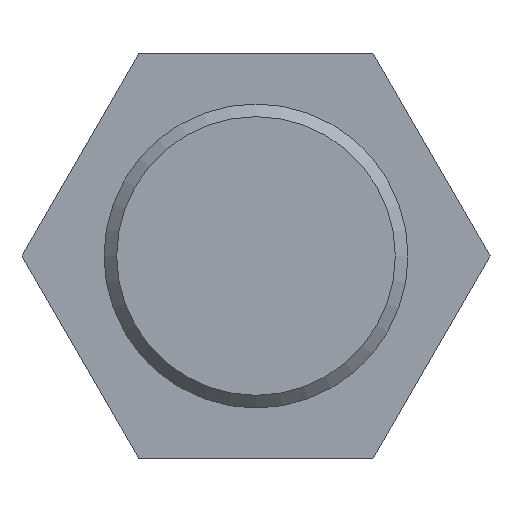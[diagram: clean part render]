
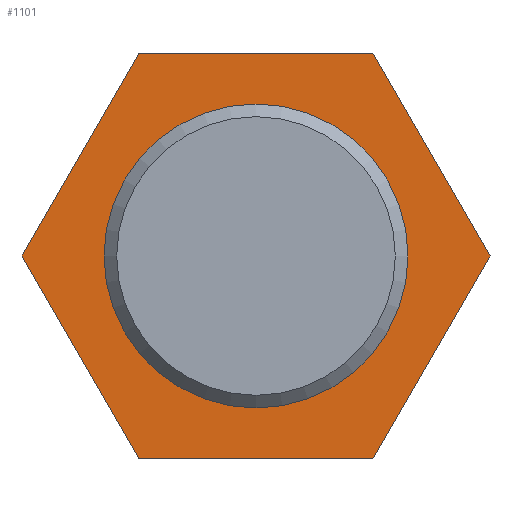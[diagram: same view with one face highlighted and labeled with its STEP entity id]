
A CAD part, front view. The second image highlights one B-rep face of the part: STEP entity #1101.
In plain terms, the highlighted planar face has unit normal (0, -1, 0).
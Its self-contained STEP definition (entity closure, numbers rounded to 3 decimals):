
#49=FACE_BOUND('',#203,.T.);
#81=PLANE('',#1228);
#134=FACE_OUTER_BOUND('',#202,.T.);
#202=EDGE_LOOP('',(#907,#908,#909,#910,#911,#912));
#203=EDGE_LOOP('',(#913));
#280=LINE('',#1801,#365);
#284=LINE('',#1809,#369);
#287=LINE('',#1815,#372);
#290=LINE('',#1821,#375);
#293=LINE('',#1827,#378);
#296=LINE('',#1832,#381);
#365=VECTOR('',#1490,10.);
#369=VECTOR('',#1496,10.);
#372=VECTOR('',#1501,10.);
#375=VECTOR('',#1506,10.);
#378=VECTOR('',#1511,10.);
#381=VECTOR('',#1516,10.);
#434=CIRCLE('',#1229,9.);
#515=VERTEX_POINT('',#1799);
#516=VERTEX_POINT('',#1800);
#519=VERTEX_POINT('',#1808);
#521=VERTEX_POINT('',#1814);
#523=VERTEX_POINT('',#1820);
#525=VERTEX_POINT('',#1826);
#527=VERTEX_POINT('',#1835);
#647=EDGE_CURVE('',#515,#516,#280,.T.);
#651=EDGE_CURVE('',#516,#519,#284,.T.);
#654=EDGE_CURVE('',#519,#521,#287,.T.);
#657=EDGE_CURVE('',#521,#523,#290,.T.);
#660=EDGE_CURVE('',#523,#525,#293,.T.);
#663=EDGE_CURVE('',#525,#515,#296,.T.);
#665=EDGE_CURVE('',#527,#527,#434,.T.);
#907=ORIENTED_EDGE('',*,*,#647,.F.);
#908=ORIENTED_EDGE('',*,*,#663,.F.);
#909=ORIENTED_EDGE('',*,*,#660,.F.);
#910=ORIENTED_EDGE('',*,*,#657,.F.);
#911=ORIENTED_EDGE('',*,*,#654,.F.);
#912=ORIENTED_EDGE('',*,*,#651,.F.);
#913=ORIENTED_EDGE('',*,*,#665,.F.);
#1101=ADVANCED_FACE('',(#134,#49),#81,.T.);
#1228=AXIS2_PLACEMENT_3D('',#1834,#1518,#1519);
#1229=AXIS2_PLACEMENT_3D('',#1836,#1520,#1521);
#1490=DIRECTION('',(-0.5,0.,-0.866));
#1496=DIRECTION('',(-1.,0.,0.));
#1501=DIRECTION('',(-0.5,0.,0.866));
#1506=DIRECTION('',(0.5,0.,0.866));
#1511=DIRECTION('',(1.,0.,0.));
#1516=DIRECTION('',(0.5,0.,-0.866));
#1518=DIRECTION('center_axis',(0.,-1.,0.));
#1519=DIRECTION('ref_axis',(1.,0.,0.));
#1520=DIRECTION('center_axis',(0.,-1.,0.));
#1521=DIRECTION('ref_axis',(1.,0.,0.));
#1799=CARTESIAN_POINT('',(13.856,59.,0.));
#1800=CARTESIAN_POINT('',(6.928,59.,-12.));
#1801=CARTESIAN_POINT('',(13.856,59.,0.));
#1808=CARTESIAN_POINT('',(-6.928,59.,-12.));
#1809=CARTESIAN_POINT('',(6.928,59.,-12.));
#1814=CARTESIAN_POINT('',(-13.856,59.,0.));
#1815=CARTESIAN_POINT('',(-6.928,59.,-12.));
#1820=CARTESIAN_POINT('',(-6.928,59.,12.));
#1821=CARTESIAN_POINT('',(-13.856,59.,0.));
#1826=CARTESIAN_POINT('',(6.928,59.,12.));
#1827=CARTESIAN_POINT('',(-6.928,59.,12.));
#1832=CARTESIAN_POINT('',(6.928,59.,12.));
#1834=CARTESIAN_POINT('Origin',(0.,59.,0.));
#1835=CARTESIAN_POINT('',(-9.,59.,0.));
#1836=CARTESIAN_POINT('Origin',(0.,59.,0.));
